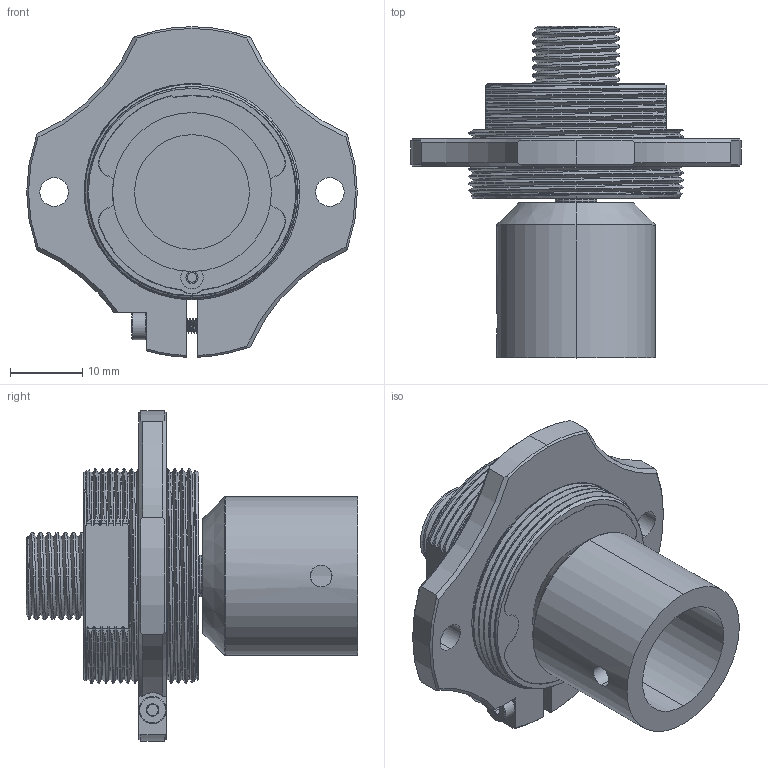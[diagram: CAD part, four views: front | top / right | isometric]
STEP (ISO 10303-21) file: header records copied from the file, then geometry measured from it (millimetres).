
FILE_DESCRIPTION (( 'STEP AP214' ), '1' );
FILE_NAME ('EOS1-005_.625 Magnet Holder.STEP', '2020-12-14T17:19:11', ( '' ), ( '' ), 'SwSTEP 2.0', 'SolidWorks 2015', '' );
FILE_SCHEMA (( 'AUTOMOTIVE_DESIGN' ));
Length unit declared in the file: inch
Products named in the file (20): 020036C1; EOS1-M12 Shell; 020036C2; EOS1-605_02; 020036C3; EOS1-PCB_M12; 25T- Component, U1; SHCS-M2x8_91290A015; 030113CR1; EOS1-SASS-PCB_M12; 020036C9; EOS1-601; 25T- Component, VR1; 024036C4; Ernie 254317 (464676 tape & reel with pad); 020036C8; EOS1-204; 024041C5; EOS1-202_0.865od; EOS1-005_.625 Magnet Holder
Assembly tree (19 placements, depth 3):
  EOS1-005_.625 Magnet Holder
    EOS1-605_02
    EOS1-SASS-PCB_M12
      EOS1-PCB_M12
      25T- Component, U1
      030113CR1
      024036C4
      024041C5
      020036C1
      020036C2
      020036C3
      020036C9
      25T- Component, VR1
      020036C8
      Ernie 254317 (464676 tape & reel with pad)
    EOS1-M12 Shell
    EOS1-601
    EOS1-204
    SHCS-M2x8_91290A015
    EOS1-202_0.865od
Bounding box: 45.72 x 45.87 x 45.71 mm (x, y, z)
Volume: 12837.9 mm3; surface area: 16443.6 mm2
Topology: 18 solids, 29 shells, 1578 faces, 4285 edges, 2765 vertices
Faces by surface type: plane 507, cylinder 493, bspline 284, cone 156, torus 116, sphere 22
Entity records: 117100 total; most frequent: CARTESIAN_POINT 74580, ORIENTED_EDGE 8328, DIRECTION 6922, EDGE_CURVE 4259, VERTEX_POINT 2765, AXIS2_PLACEMENT_3D 2498, VECTOR 1926, LINE 1926
